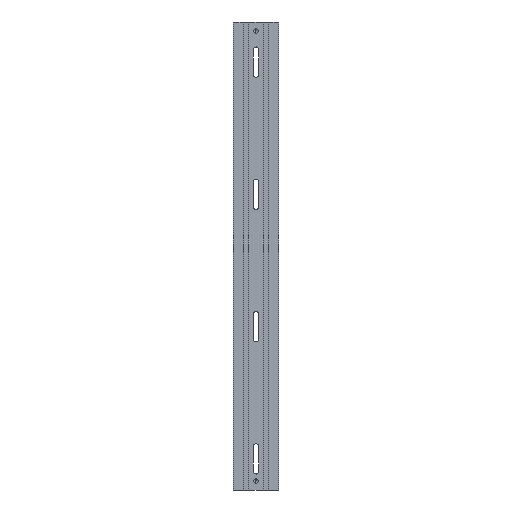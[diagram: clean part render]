
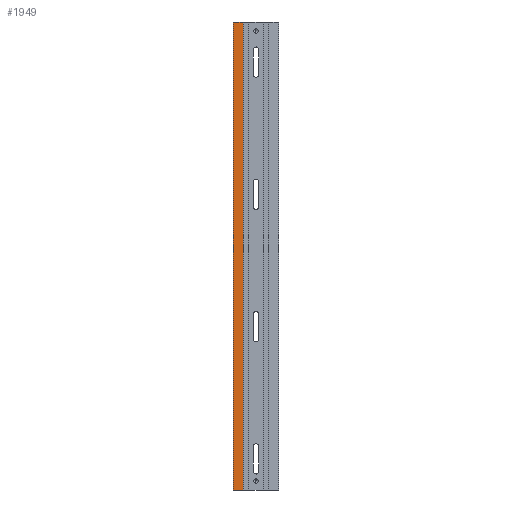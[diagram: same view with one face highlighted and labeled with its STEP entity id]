
A CAD part, front view. The second image highlights one B-rep face of the part: STEP entity #1949.
In plain terms, the highlighted planar face has unit normal (0, -1, 0).
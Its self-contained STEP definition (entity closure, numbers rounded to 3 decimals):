
#135 = CARTESIAN_POINT ( 'NONE',  ( -25., 0., -260. ) ) ;
#209 = CARTESIAN_POINT ( 'NONE',  ( -25., 0., 260. ) ) ;
#243 = CARTESIAN_POINT ( 'NONE',  ( -25., 0., -260. ) ) ;
#280 = CARTESIAN_POINT ( 'NONE',  ( -14., 0., -260. ) ) ;
#417 = CARTESIAN_POINT ( 'NONE',  ( -25., 0., 260. ) ) ;
#566 = EDGE_CURVE ( 'NONE', #664, #2110, #601, .T. ) ;
#601 = LINE ( 'NONE', #799, #1717 ) ;
#664 = VERTEX_POINT ( 'NONE', #1065 ) ;
#799 = CARTESIAN_POINT ( 'NONE',  ( -14., 0., 260. ) ) ;
#866 = ORIENTED_EDGE ( 'NONE', *, *, #1791, .F. ) ;
#926 = DIRECTION ( 'NONE',  ( 0., 0., -1. ) ) ;
#962 = ORIENTED_EDGE ( 'NONE', *, *, #1528, .T. ) ;
#1025 = DIRECTION ( 'NONE',  ( 0., 0., -1. ) ) ;
#1065 = CARTESIAN_POINT ( 'NONE',  ( -14., 0., 260. ) ) ;
#1108 = VECTOR ( 'NONE', #2022, 1000. ) ;
#1141 = PLANE ( 'NONE',  #2166 ) ;
#1153 = ORIENTED_EDGE ( 'NONE', *, *, #1939, .T. ) ;
#1195 = ORIENTED_EDGE ( 'NONE', *, *, #566, .F. ) ;
#1226 = DIRECTION ( 'NONE',  ( 0., 0., 1. ) ) ;
#1372 = VECTOR ( 'NONE', #1465, 1000. ) ;
#1465 = DIRECTION ( 'NONE',  ( 1., 0., 0. ) ) ;
#1528 = EDGE_CURVE ( 'NONE', #2295, #2110, #2182, .T. ) ;
#1536 = FACE_OUTER_BOUND ( 'NONE', #1818, .T. ) ;
#1590 = CARTESIAN_POINT ( 'NONE',  ( -25., 0., 260. ) ) ;
#1605 = LINE ( 'NONE', #209, #1372 ) ;
#1677 = LINE ( 'NONE', #2001, #2690 ) ;
#1717 = VECTOR ( 'NONE', #1025, 1000. ) ;
#1791 = EDGE_CURVE ( 'NONE', #2635, #664, #1605, .T. ) ;
#1818 = EDGE_LOOP ( 'NONE', ( #962, #1195, #866, #1153 ) ) ;
#1939 = EDGE_CURVE ( 'NONE', #2635, #2295, #1677, .T. ) ;
#1949 = ADVANCED_FACE ( 'NONE', ( #1536 ), #1141, .F. ) ;
#2001 = CARTESIAN_POINT ( 'NONE',  ( -25., 0., 260. ) ) ;
#2022 = DIRECTION ( 'NONE',  ( 1., 0., 0. ) ) ;
#2110 = VERTEX_POINT ( 'NONE', #280 ) ;
#2166 = AXIS2_PLACEMENT_3D ( 'NONE', #1590, #2712, #1226 ) ;
#2182 = LINE ( 'NONE', #135, #1108 ) ;
#2295 = VERTEX_POINT ( 'NONE', #243 ) ;
#2635 = VERTEX_POINT ( 'NONE', #417 ) ;
#2690 = VECTOR ( 'NONE', #926, 1000. ) ;
#2712 = DIRECTION ( 'NONE',  ( 0., 1., 0. ) ) ;
